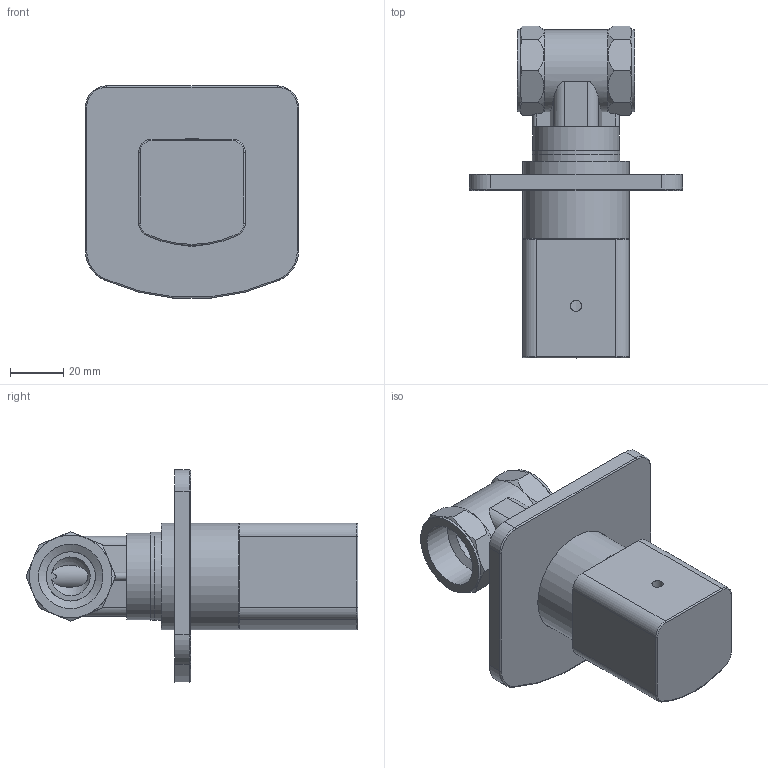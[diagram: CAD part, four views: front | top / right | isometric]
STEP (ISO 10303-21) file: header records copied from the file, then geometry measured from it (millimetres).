
FILE_DESCRIPTION(/* description */ (''),/* implementation_level */ '2;1');
FILE_NAME(/* name */ 'zhafa fati.stp',/* time_stamp */ '2017-04-29T10:41:18+08:00',/* author */ (''),/* organization */ (''),/* preprocessor_version */ 'ST-DEVELOPER v11',/* originating_system */ 'SIEMENS UGS NX 6.0',/* authorisation */ '');
FILE_SCHEMA (('CONFIG_CONTROL_DESIGN'));
Length unit declared in the file: millimetre
Products named in the file (9): zhafa shuliaohuang; zhafaxing shoubin; KJ9009908   MB; KJ8067527 jietao 002; zhafa dian33X28X1.5; zhafa O-ring11x1.9; zhafa zhaban; zhafa fagai; zhafa fati
Assembly tree (10 placements, depth 2):
  zhafa fati
    zhafa fagai  x2
    zhafa zhaban
    zhafa O-ring11x1.9
    zhafa dian33X28X1.5  x2
    KJ8067527 jietao 002
    KJ9009908   MB
    zhafaxing shoubin
    zhafa shuliaohuang
Bounding box: 80 x 124.58 x 79.71 mm (x, y, z)
Volume: 97201.3 mm3; surface area: 65289.5 mm2
Topology: 11 solids, 11 shells, 278 faces, 612 edges, 389 vertices
Faces by surface type: plane 123, cylinder 100, cone 40, torus 11, sphere 2, bspline 2
Full cylindrical faces by diameter (mm): 4.2 x1, 5.9 x1, 7 x1, 7.3 x2, 10 x1, 11 x2, 14.5 x2, 18.5 x4, 19 x2, 22.5 x3, 24.2 x2, 26.8 x1, 27.5 x3, 28 x2, 28.3 x2, 31 x3, 32 x3, 32.5 x1, 33 x4, 34 x1, 34.8 x1, 35 x2, 38 x2, 40 x1, 40.5 x2, 45.5 x1, 50 x1
Entity records: 8877 total; most frequent: CARTESIAN_POINT 2630, DIRECTION 1124, ORIENTED_EDGE 962, EDGE_CURVE 481, AXIS2_PLACEMENT_3D 481, EDGE_LOOP 340, VERTEX_POINT 334, ADVANCED_FACE 244
